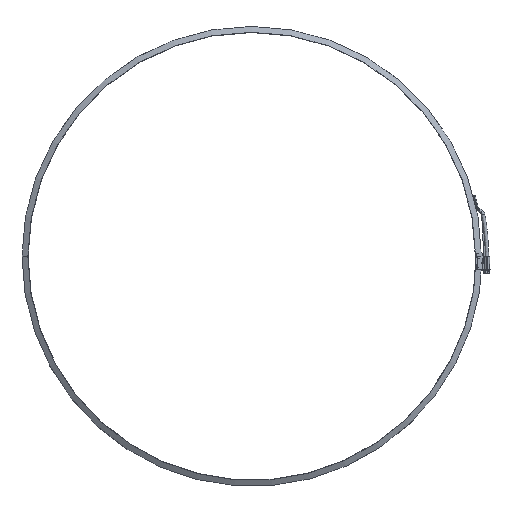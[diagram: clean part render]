
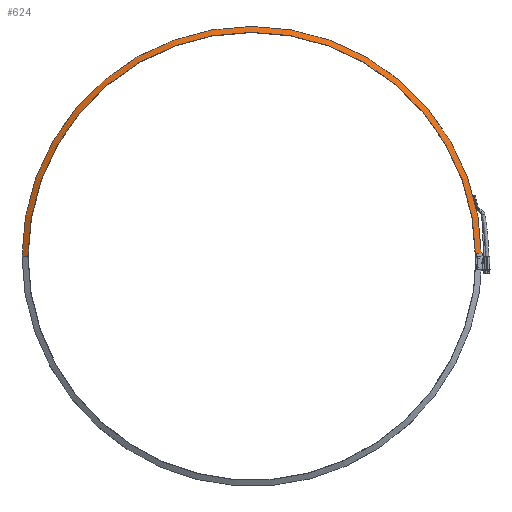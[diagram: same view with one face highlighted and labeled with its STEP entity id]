
A CAD part, top view. The second image highlights one B-rep face of the part: STEP entity #624.
In plain terms, the highlighted conical face has half-angle 60 degrees and reference radius 832.65 mm.
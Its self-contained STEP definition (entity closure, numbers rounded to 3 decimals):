
#285=CONICAL_SURFACE('',#2923,832.65,60.);
#455=FACE_OUTER_BOUND('',#1176,.T.);
#624=ADVANCED_FACE('',(#455),#285,.T.);
#779=LINE('',#5505,#893);
#790=LINE('',#5562,#904);
#893=VECTOR('',#3541,1.);
#904=VECTOR('',#3610,1.);
#1176=EDGE_LOOP('',(#1849,#1850,#1851,#1852));
#1849=ORIENTED_EDGE('',*,*,#2478,.T.);
#1850=ORIENTED_EDGE('',*,*,#2479,.T.);
#1851=ORIENTED_EDGE('',*,*,#2476,.F.);
#1852=ORIENTED_EDGE('',*,*,#2450,.F.);
#2109=VERTEX_POINT('',#5500);
#2111=VERTEX_POINT('',#5506);
#2126=VERTEX_POINT('',#5557);
#2127=VERTEX_POINT('',#5561);
#2450=EDGE_CURVE('',#2109,#2111,#779,.T.);
#2476=EDGE_CURVE('',#2111,#2126,#2632,.T.);
#2478=EDGE_CURVE('',#2109,#2127,#2634,.T.);
#2479=EDGE_CURVE('',#2127,#2126,#790,.T.);
#2632=CIRCLE('',#2919,853.25);
#2634=CIRCLE('',#2922,832.65);
#2919=AXIS2_PLACEMENT_3D('',#5556,#3602,#3603);
#2922=AXIS2_PLACEMENT_3D('',#5560,#3608,#3609);
#2923=AXIS2_PLACEMENT_3D('',#5563,#3611,#3612);
#3541=DIRECTION('',(-0.866,0.,-0.5));
#3602=DIRECTION('',(0.,0.,-1.));
#3603=DIRECTION('',(-1.,0.,0.));
#3608=DIRECTION('',(0.,0.,-1.));
#3609=DIRECTION('',(-1.,0.,0.));
#3610=DIRECTION('',(0.866,0.,-0.5));
#3611=DIRECTION('',(0.,0.,-1.));
#3612=DIRECTION('',(-1.,0.,0.));
#5500=CARTESIAN_POINT('',(-832.65,0.,18.681));
#5505=CARTESIAN_POINT('',(-832.65,0.,18.681));
#5506=CARTESIAN_POINT('',(-853.25,0.,6.788));
#5556=CARTESIAN_POINT('',(0.,0.,6.788));
#5557=CARTESIAN_POINT('',(853.25,0.,6.788));
#5560=CARTESIAN_POINT('',(0.,0.,18.681));
#5561=CARTESIAN_POINT('',(832.65,0.,18.681));
#5562=CARTESIAN_POINT('',(832.65,0.,18.681));
#5563=CARTESIAN_POINT('',(0.,0.,18.681));
